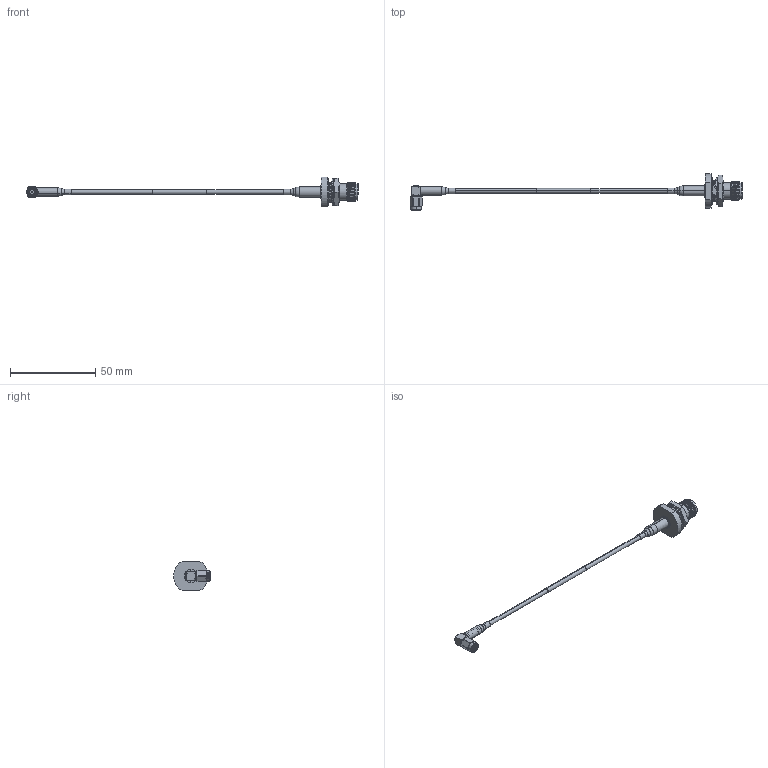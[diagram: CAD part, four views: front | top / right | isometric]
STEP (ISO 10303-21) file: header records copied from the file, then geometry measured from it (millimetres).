
FILE_DESCRIPTION (( 'STEP AP214' ), '1' );
FILE_NAME ('FMCA3212_3D.step', '2023-05-03T19:05:25', ( '' ), ( '' ), 'SwSTEP 2.0', 'SolidWorks 2022', '' );
FILE_SCHEMA (( 'AUTOMOTIVE_DESIGN' ));
Length unit declared in the file: inch
Products named in the file (6): RG316-HS_shrunk; PE44899 ¦ SC4254; FMCN1124_CRIMPED; FMCA3212_3D; RG316; RG316-DS-MA4_shrunk
Assembly tree (5 placements, depth 2):
  FMCA3212_3D
    RG316
    PE44899 ¦ SC4254
    FMCN1124_CRIMPED
    RG316-DS-MA4_shrunk
    RG316-HS_shrunk
Bounding box: 194.99 x 21.61 x 17.45 mm (x, y, z)
Volume: 4258.3 mm3; surface area: 6864 mm2
Topology: 11 solids, 11 shells, 436 faces, 1095 edges, 712 vertices
Faces by surface type: cylinder 154, plane 112, cone 82, bspline 70, torus 18
Entity records: 23185 total; most frequent: CARTESIAN_POINT 12685, ORIENTED_EDGE 2190, DIRECTION 1797, EDGE_CURVE 1095, AXIS2_PLACEMENT_3D 746, VERTEX_POINT 712, EDGE_LOOP 483, ADVANCED_FACE 436
